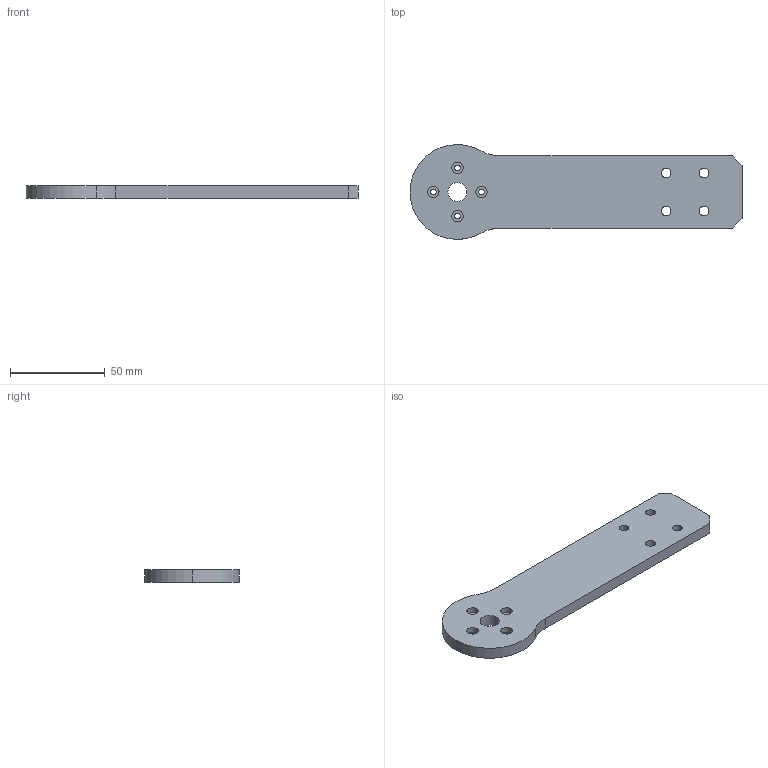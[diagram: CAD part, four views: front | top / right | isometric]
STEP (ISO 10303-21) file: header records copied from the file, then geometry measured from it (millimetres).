
FILE_DESCRIPTION (( 'STEP AP214' ), '1' );
FILE_NAME ('Hip_Frame-3.STEP', '2019-03-28T12:12:58', ( '' ), ( '' ), 'SwSTEP 2.0', 'SolidWorks 2018', '' );
FILE_SCHEMA (( 'AUTOMOTIVE_DESIGN' ));
Length unit declared in the file: millimetre
Products named in the file (1): Hip_Frame-3
Bounding box: 175 x 50 x 6.4 mm (x, y, z)
Volume: 42143.3 mm3; surface area: 16849.2 mm2
Topology: 1 solids, 1 shells, 41 faces, 105 edges, 70 vertices
Faces by surface type: cylinder 30, plane 11
Entity records: 1349 total; most frequent: DIRECTION 249, CARTESIAN_POINT 217, ORIENTED_EDGE 210, EDGE_CURVE 105, AXIS2_PLACEMENT_3D 102, VERTEX_POINT 70, EDGE_LOOP 63, CIRCLE 60
